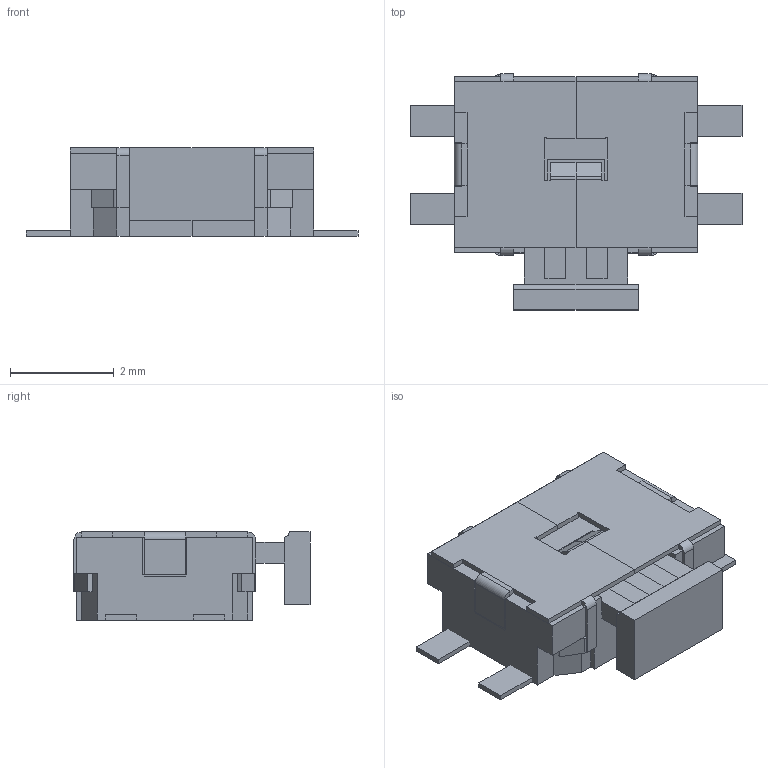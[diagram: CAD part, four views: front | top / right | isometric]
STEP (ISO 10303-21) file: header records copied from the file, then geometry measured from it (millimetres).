
FILE_DESCRIPTION(('FreeCAD Model'),'2;1');
FILE_NAME('Panasonic_EVQPUJ_EVQPUA.step', '2020-04-23T13:42:46',('Author'),(''), 'Open CASCADE STEP processor 7.3','FreeCAD','Unknown');
FILE_SCHEMA(('AUTOMOTIVE_DESIGN { 1 0 10303 214 1 1 1 1 }'));
Length unit declared in the file: millimetre
Products named in the file (10): Pocket008; Body001; Fusion; Pad007; Pocket008_(Mirror_#2); Body002; Pocket011; Pad007_(Mirror_#3); Pad007_(Mirror_#5); Pad007_(Mirror_#4)
Bounding box: 6.4 x 4.55 x 1.7 mm (x, y, z)
Volume: 43.4 mm3; surface area: 206 mm2
Topology: 10 solids, 10 shells, 314 faces, 761 edges, 468 vertices
Faces by surface type: plane 288, cylinder 26
Entity records: 18921 total; most frequent: CARTESIAN_POINT 3313, DIRECTION 2836, LINE 2082, VECTOR 2082, ORIENTED_EDGE 1522, PCURVE 1522, DEFINITIONAL_REPRESENTATION 1522, EDGE_CURVE 761
